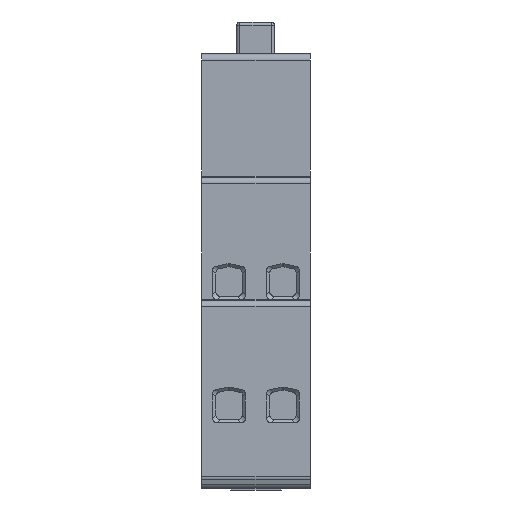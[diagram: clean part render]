
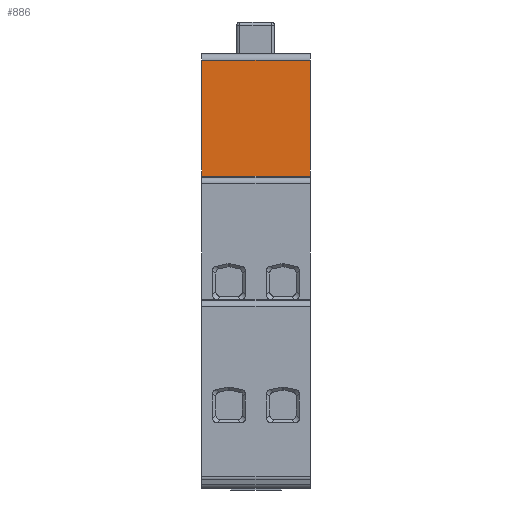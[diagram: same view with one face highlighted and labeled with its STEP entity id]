
A CAD part, front view. The second image highlights one B-rep face of the part: STEP entity #886.
In plain terms, the highlighted planar face has unit normal (0, -1, 0).
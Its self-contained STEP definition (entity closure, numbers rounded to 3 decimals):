
#886=ADVANCED_FACE('',(#2350),#2351,.T.);
#2350=FACE_OUTER_BOUND('',#4387,.T.);
#2351=PLANE('',#4388);
#4387=EDGE_LOOP('',(#7282,#7283,#7284,#7285));
#4388=AXIS2_PLACEMENT_3D('',#7286,#7287,#7288);
#7282=ORIENTED_EDGE('',*,*,#13152,.F.);
#7283=ORIENTED_EDGE('',*,*,#13153,.T.);
#7284=ORIENTED_EDGE('',*,*,#13154,.T.);
#7285=ORIENTED_EDGE('',*,*,#13155,.T.);
#7286=CARTESIAN_POINT('',(17.6,22.35,50.956));
#7287=DIRECTION('',(-0.0,-1.0,0.));
#7288=DIRECTION('',(-1.0,0.0,0.0));
#13152=EDGE_CURVE('',#16178,#16179,#16180,.T.);
#13153=EDGE_CURVE('',#16178,#16181,#16182,.T.);
#13154=EDGE_CURVE('',#16181,#16183,#16184,.T.);
#13155=EDGE_CURVE('',#16183,#16179,#16185,.T.);
#16178=VERTEX_POINT('',#20657);
#16179=VERTEX_POINT('',#20658);
#16180=LINE('',#20659,#20660);
#16181=VERTEX_POINT('',#20661);
#16182=LINE('',#20662,#20663);
#16183=VERTEX_POINT('',#20664);
#16184=LINE('',#20665,#20666);
#16185=LINE('',#20667,#20668);
#20657=CARTESIAN_POINT('',(0.,22.35,51.156));
#20658=CARTESIAN_POINT('',(0.,22.35,70.056));
#20659=CARTESIAN_POINT('',(0.,22.35,50.956));
#20660=VECTOR('',#25273,1.0);
#20661=CARTESIAN_POINT('',(17.6,22.35,51.156));
#20662=CARTESIAN_POINT('',(17.6,22.35,51.156));
#20663=VECTOR('',#25274,1.0);
#20664=CARTESIAN_POINT('',(17.6,22.35,70.056));
#20665=CARTESIAN_POINT('',(17.6,22.35,50.956));
#20666=VECTOR('',#25275,1.0);
#20667=CARTESIAN_POINT('',(17.6,22.35,70.056));
#20668=VECTOR('',#25276,1.0);
#25273=DIRECTION('',(0.0,0.,1.0));
#25274=DIRECTION('',(1.0,0.0,0.0));
#25275=DIRECTION('',(0.0,0.,1.0));
#25276=DIRECTION('',(-1.0,0.0,0.0));
